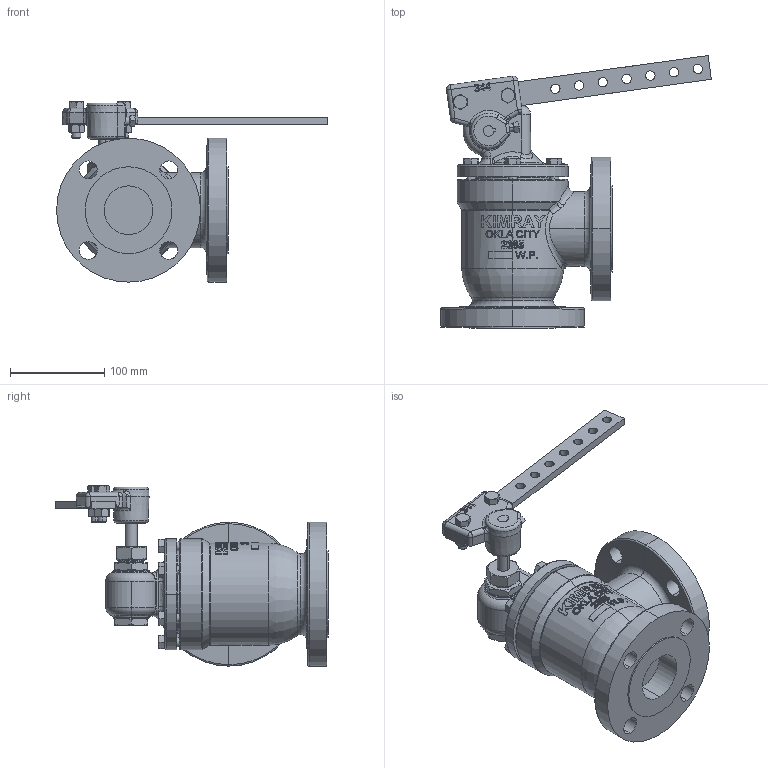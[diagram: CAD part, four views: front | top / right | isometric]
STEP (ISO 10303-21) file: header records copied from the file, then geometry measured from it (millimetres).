
FILE_DESCRIPTION (( 'STEP AP203' ), '1' );
FILE_NAME ('2 INCH 212 FOA (CAB).STEP', '2015-01-06T19:56:13', ( 'PCTech' ), ( 'Microsoft' ), 'SwSTEP 2.0', 'SolidWorks 2015', '' );
FILE_SCHEMA (( 'CONFIG_CONTROL_DESIGN' ));
Products named in the file (1): 2 INCH 212 FOA (CAB)
Bounding box: 286.8 x 289 x 190.93 mm (x, y, z)
Volume: 2539353 mm3; surface area: 225676.8 mm2
Topology: 1 solids, 1 shells, 1169 faces, 2984 edges, 1888 vertices
Faces by surface type: plane 572, bspline 229, cylinder 159, cone 150, torus 49, sphere 10
Entity records: 51745 total; most frequent: CARTESIAN_POINT 25546, ORIENTED_EDGE 5940, DIRECTION 4585, EDGE_CURVE 2970, VERTEX_POINT 1888, AXIS2_PLACEMENT_3D 1584, LINE 1417, VECTOR 1417
